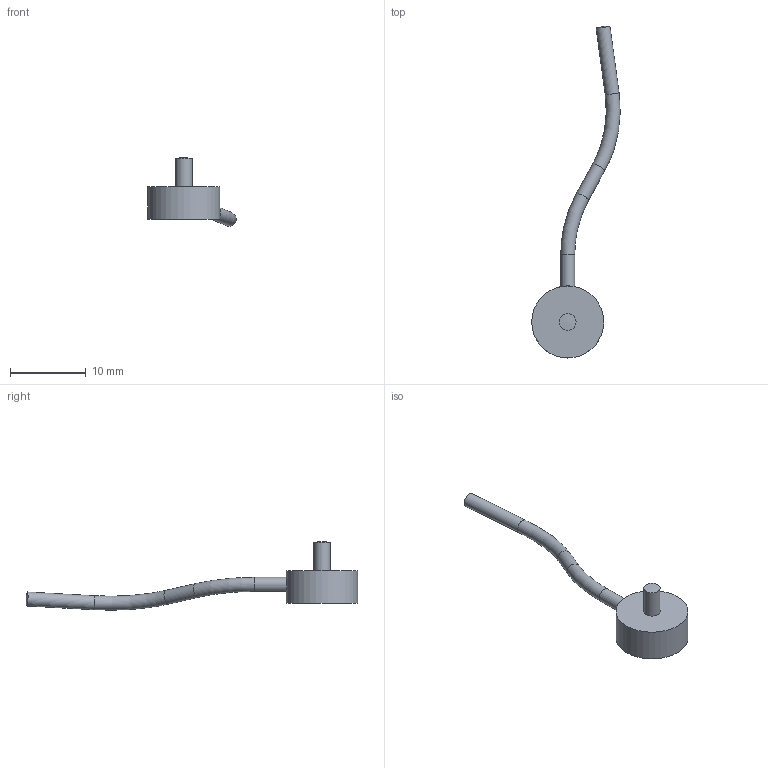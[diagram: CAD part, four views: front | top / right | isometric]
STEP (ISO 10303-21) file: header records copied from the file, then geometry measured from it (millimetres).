
FILE_DESCRIPTION((''),'2;1');
FILE_NAME('LLB210.stp','2010-11-10T11:53:35',('thomasl'),(''),'Autodesk Inventor 2008','Autodesk Inventor 2008','');
FILE_SCHEMA(('AUTOMOTIVE_DESIGN { 1 0 10303 214 1 1 1 1 }'));
Length unit declared in the file: inch
Products named in the file (4): LLB210; FLEXURE; FDC6; FDC6A
Assembly tree (3 placements, depth 3):
  LLB210
    FLEXURE
      FDC6
      FDC6A
Bounding box: 11.71 x 43.92 x 9.05 mm (x, y, z)
Volume: 369.6 mm3; surface area: 588.3 mm2
Topology: 2 solids, 2 shells, 18 faces, 34 edges, 23 vertices
Faces by surface type: cylinder 8, plane 7, torus 2, bspline 1
Full cylindrical faces by diameter (mm): 1.854 x3, 2.159 x1, 2.184 x1, 7.696 x1, 7.874 x1, 9.525 x1
Entity records: 518 total; most frequent: CARTESIAN_POINT 107, DIRECTION 78, AXIS2_PLACEMENT_3D 39, ORIENTED_EDGE 38, EDGE_LOOP 32, VERTEX_POINT 19, EDGE_CURVE 19, FACE_OUTER_BOUND 18
